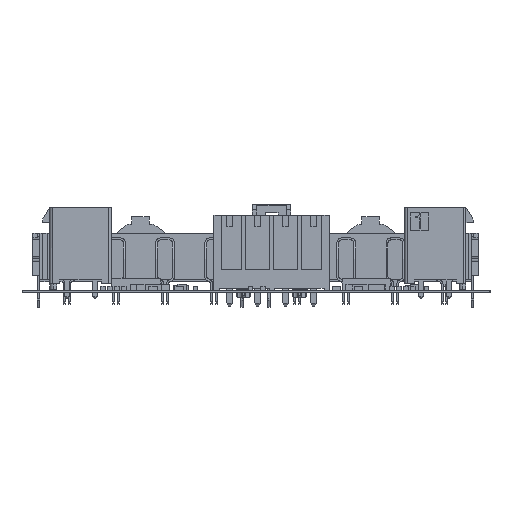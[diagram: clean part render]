
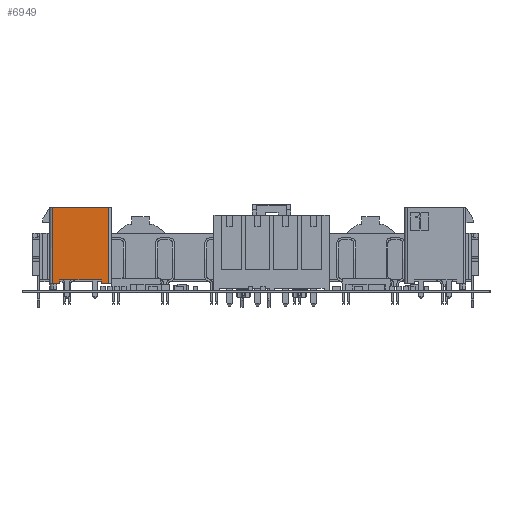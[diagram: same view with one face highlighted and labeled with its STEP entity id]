
A CAD part, left-side view. The second image highlights one B-rep face of the part: STEP entity #6949.
In plain terms, the highlighted face is planar.
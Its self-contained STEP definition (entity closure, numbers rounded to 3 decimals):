
#5024 = VERTEX_POINT('',#5025);
#5025 = CARTESIAN_POINT('',(-17.2,-3.284,
    13.454));
#5065 = VERTEX_POINT('',#5066);
#5066 = CARTESIAN_POINT('',(-17.199,-1.784,
    13.454));
#5072 = EDGE_CURVE('',#5024,#5065,#5073,.T.);
#5073 = LINE('',#5074,#5075);
#5074 = CARTESIAN_POINT('',(-17.199,-3.284,
    13.454));
#5075 = VECTOR('',#5076,1.);
#5076 = DIRECTION('',(0.,1.,0.));
#5087 = VERTEX_POINT('',#5088);
#5088 = CARTESIAN_POINT('',(-17.199,8.,13.454
    ));
#5097 = VERTEX_POINT('',#5098);
#5098 = CARTESIAN_POINT('',(-17.2,8.2,
    13.454));
#5105 = EDGE_CURVE('',#5087,#5097,#5106,.T.);
#5106 = B_SPLINE_CURVE_WITH_KNOTS('',3,(#5107,#5108,#5109,#5110),
  .UNSPECIFIED.,.F.,.F.,(4,4),(0.,1.),.PIECEWISE_BEZIER_KNOTS.);
#5107 = CARTESIAN_POINT('',(-17.199,8.,13.454
    ));
#5108 = CARTESIAN_POINT('',(-17.199,8.067,13.454
    ));
#5109 = CARTESIAN_POINT('',(-17.199,8.134,
    13.454));
#5110 = CARTESIAN_POINT('',(-17.199,8.2,
    13.454));
#5136 = EDGE_CURVE('',#5137,#5087,#5139,.T.);
#5137 = VERTEX_POINT('',#5138);
#5138 = CARTESIAN_POINT('',(-17.199,6.7,
    13.454));
#5139 = LINE('',#5140,#5141);
#5140 = CARTESIAN_POINT('',(-17.199,6.7,
    13.454));
#5141 = VECTOR('',#5142,1.);
#5142 = DIRECTION('',(0.,1.,0.));
#5892 = VERTEX_POINT('',#5893);
#5893 = CARTESIAN_POINT('',(-17.199,6.7,
    12.654));
#5899 = EDGE_CURVE('',#5900,#5892,#5902,.T.);
#5900 = VERTEX_POINT('',#5901);
#5901 = CARTESIAN_POINT('',(-17.199,-1.784,
    12.654));
#5902 = LINE('',#5903,#5904);
#5903 = CARTESIAN_POINT('',(-17.199,-1.784,
    12.654));
#5904 = VECTOR('',#5905,1.);
#5905 = DIRECTION('',(0.,1.,0.));
#6939 = EDGE_CURVE('',#5892,#5137,#6940,.T.);
#6940 = LINE('',#6941,#6942);
#6941 = CARTESIAN_POINT('',(-17.199,6.7,
    12.654));
#6942 = VECTOR('',#6943,1.);
#6943 = DIRECTION('',(0.,0.,1.));
#6949 = ADVANCED_FACE('',(#6950),#6985,.F.);
#6950 = FACE_BOUND('',#6951,.F.);
#6951 = EDGE_LOOP('',(#6952,#6953,#6954,#6962,#6970,#6976,#6977,#6983,
    #6984));
#6952 = ORIENTED_EDGE('',*,*,#5136,.T.);
#6953 = ORIENTED_EDGE('',*,*,#5105,.T.);
#6954 = ORIENTED_EDGE('',*,*,#6955,.F.);
#6955 = EDGE_CURVE('',#6956,#5097,#6958,.T.);
#6956 = VERTEX_POINT('',#6957);
#6957 = CARTESIAN_POINT('',(-17.199,8.199,
    -2.146));
#6958 = LINE('',#6959,#6960);
#6959 = CARTESIAN_POINT('',(-17.199,8.199,
    -2.146));
#6960 = VECTOR('',#6961,1.);
#6961 = DIRECTION('',(0.,0.,
    1.));
#6962 = ORIENTED_EDGE('',*,*,#6963,.F.);
#6963 = EDGE_CURVE('',#6964,#6956,#6966,.T.);
#6964 = VERTEX_POINT('',#6965);
#6965 = CARTESIAN_POINT('',(-17.199,-3.283,
    -2.146));
#6966 = LINE('',#6967,#6968);
#6967 = CARTESIAN_POINT('',(-17.199,-3.283,
    -2.146));
#6968 = VECTOR('',#6969,1.);
#6969 = DIRECTION('',(0.,1.,0.));
#6970 = ORIENTED_EDGE('',*,*,#6971,.F.);
#6971 = EDGE_CURVE('',#5024,#6964,#6972,.T.);
#6972 = LINE('',#6973,#6974);
#6973 = CARTESIAN_POINT('',(-17.199,-3.284,
    13.454));
#6974 = VECTOR('',#6975,1.);
#6975 = DIRECTION('',(0.,0.,
    -1.));
#6976 = ORIENTED_EDGE('',*,*,#5072,.T.);
#6977 = ORIENTED_EDGE('',*,*,#6978,.F.);
#6978 = EDGE_CURVE('',#5900,#5065,#6979,.T.);
#6979 = LINE('',#6980,#6981);
#6980 = CARTESIAN_POINT('',(-17.199,-1.784,
    12.654));
#6981 = VECTOR('',#6982,1.);
#6982 = DIRECTION('',(0.,0.,1.));
#6983 = ORIENTED_EDGE('',*,*,#5899,.T.);
#6984 = ORIENTED_EDGE('',*,*,#6939,.T.);
#6985 = PLANE('',#6986);
#6986 = AXIS2_PLACEMENT_3D('',#6987,#6988,#6989);
#6987 = CARTESIAN_POINT('',(-17.199,7.8,17.125
    ));
#6988 = DIRECTION('',(-1.,0.,0.));
#6989 = DIRECTION('',(0.,-1.,0.));
